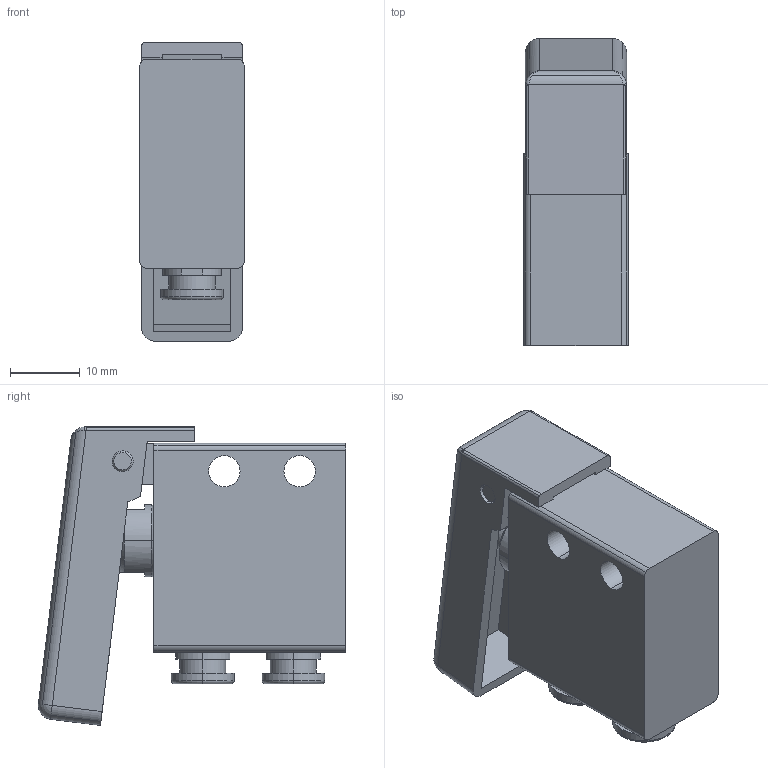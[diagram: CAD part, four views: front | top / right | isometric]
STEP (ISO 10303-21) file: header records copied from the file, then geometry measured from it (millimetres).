
FILE_DESCRIPTION((''),'2;1');
FILE_NAME('08_216_4.stp','2002-12-02T20:18:39',('Branislav Petkovic'),('AZ Pneumatica'),'AutoCAD STEP 2000i','AutoCAD 2000i','Via J. F. Kennedy, 26, 20020 Misinto (MI), ITALY');
FILE_SCHEMA(('CONFIG_CONTROL_DESIGN'));
Length unit declared in the file: millimetre
Products named in the file (11): 08_216_4; 305MRUL TELO; PART1AAA; PIPAK 304 MA; PART1; PUSH IN 4MM; PART1AA; PART2; PLASTICNA POLUGA CRVENA; PART1A; OSOVINA
Assembly tree (11 placements, depth 3):
  08_216_4
    305MRUL TELO
      PART1AAA
    PIPAK 304 MA
      PART1
    PUSH IN 4MM  x2
      PART1AA
      PART2
    PLASTICNA POLUGA CRVENA
      PART1A
      OSOVINA
Bounding box: 15 x 44.09 x 42.87 mm (x, y, z)
Surface area: 9720.9 mm2 (no closed solid volume)
Topology: 0 solids, 8 shells, 220 faces, 544 edges, 346 vertices
Faces by surface type: cylinder 116, plane 66, cone 14, torus 12, bspline 10, sphere 2
Entity records: 10075 total; most frequent: CARTESIAN_POINT 5306, ORIENTED_EDGE 960, DIRECTION 934, EDGE_CURVE 480, AXIS2_PLACEMENT_3D 360, VERTEX_POINT 308, EDGE_LOOP 216, VECTOR 214
